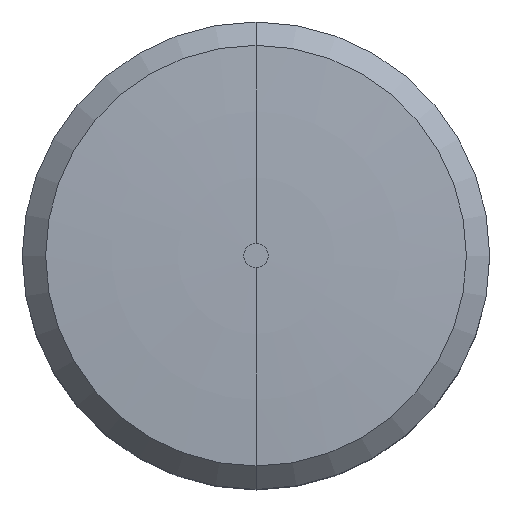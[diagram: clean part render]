
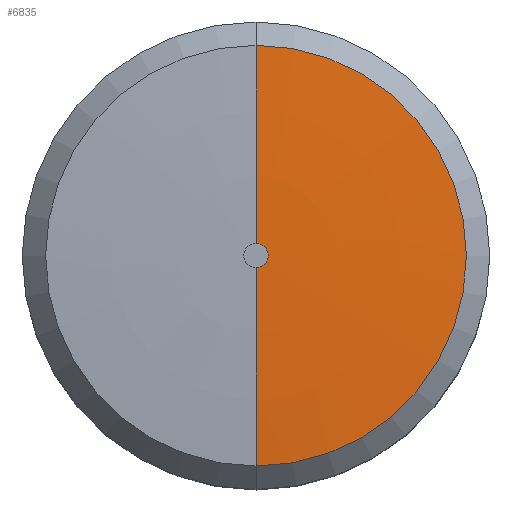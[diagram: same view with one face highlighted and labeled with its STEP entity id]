
A CAD part, top view. The second image highlights one B-rep face of the part: STEP entity #6835.
In plain terms, the highlighted toroidal (fillet/blend) face has major radius 0.052 mm and minor radius 12 mm.
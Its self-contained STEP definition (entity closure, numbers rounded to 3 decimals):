
#317 = VERTEX_POINT ( 'NONE', #5657 ) ;
#1648 = EDGE_CURVE ( 'NONE', #6630, #317, #4664, .T. ) ;
#2033 = VERTEX_POINT ( 'NONE', #5032 ) ;
#2056 = CARTESIAN_POINT ( 'NONE',  ( 0., -0.9, 8.37 ) ) ;
#2224 = CIRCLE ( 'NONE', #3899, 0.9 ) ;
#2332 = VERTEX_POINT ( 'NONE', #3996 ) ;
#2719 = DIRECTION ( 'NONE',  ( 0., 1., 0. ) ) ;
#2732 = DIRECTION ( 'NONE',  ( 1., 0., 0. ) ) ;
#2739 = ORIENTED_EDGE ( 'NONE', *, *, #6782, .T. ) ;
#2742 = CARTESIAN_POINT ( 'NONE',  ( 0., 0.052, -3.6 ) ) ;
#3276 = EDGE_LOOP ( 'NONE', ( #2739, #6681, #3317, #4443 ) ) ;
#3317 = ORIENTED_EDGE ( 'NONE', *, *, #3414, .F. ) ;
#3414 = EDGE_CURVE ( 'Defeature ausgef�hrt1_8+Defeature ausgef�hrt1_9+Defeature ausgef�hrt1_9+Defeature ausgef�hrt1_9', #317, #2332, #6492, .T. ) ;
#3858 = AXIS2_PLACEMENT_3D ( 'NONE', #6316, #6313, #6311 ) ;
#3864 = TOROIDAL_SURFACE ( 'NONE', #3858, 0.052, 12. ) ;
#3899 = AXIS2_PLACEMENT_3D ( 'NONE', #6699, #6698, #6696 ) ;
#3996 = CARTESIAN_POINT ( 'NONE',  ( 0., 0.052, 8.4 ) ) ;
#4443 = ORIENTED_EDGE ( 'NONE', *, *, #1648, .F. ) ;
#4627 = AXIS2_PLACEMENT_3D ( 'NONE', #2742, #2732, #2719 ) ;
#4664 = CIRCLE ( 'NONE', #5103, 12. ) ;
#5032 = CARTESIAN_POINT ( 'NONE',  ( 0., 0.9, 8.37 ) ) ;
#5103 = AXIS2_PLACEMENT_3D ( 'NONE', #6805, #6804, #6794 ) ;
#5657 = CARTESIAN_POINT ( 'NONE',  ( 0., -0.052, 8.4 ) ) ;
#5962 = EDGE_CURVE ( 'NONE', #2033, #2332, #7036, .T. ) ;
#6311 = DIRECTION ( 'NONE',  ( 0., -1., 0. ) ) ;
#6313 = DIRECTION ( 'NONE',  ( 0., 0., 1. ) ) ;
#6316 = CARTESIAN_POINT ( 'NONE',  ( 0., 0., -3.6 ) ) ;
#6418 = FACE_OUTER_BOUND ( 'NONE', #3276, .T. ) ;
#6492 = CIRCLE ( 'NONE', #7516, 0.052 ) ;
#6630 = VERTEX_POINT ( 'NONE', #2056 ) ;
#6681 = ORIENTED_EDGE ( 'NONE', *, *, #5962, .T. ) ;
#6696 = DIRECTION ( 'NONE',  ( 0., -1., 0. ) ) ;
#6698 = DIRECTION ( 'NONE',  ( 0., 0., 1. ) ) ;
#6699 = CARTESIAN_POINT ( 'NONE',  ( 0., 0., 8.37 ) ) ;
#6782 = EDGE_CURVE ( 'Defeature ausgef�hrt1_9+Defeature ausgef�hrt1_10+Defeature ausgef�hrt1_10+Defeature ausgef�hrt1_10', #6630, #2033, #2224, .T. ) ;
#6794 = DIRECTION ( 'NONE',  ( 0., 0., 1. ) ) ;
#6804 = DIRECTION ( 'NONE',  ( -1., 0., 0. ) ) ;
#6805 = CARTESIAN_POINT ( 'NONE',  ( 0., -0.052, -3.6 ) ) ;
#6835 = ADVANCED_FACE ( 'Defeature ausgef�hrt1_9', ( #6418 ), #3864, .T. ) ;
#7036 = CIRCLE ( 'NONE', #4627, 12. ) ;
#7351 = DIRECTION ( 'NONE',  ( 0., -1., 0. ) ) ;
#7358 = DIRECTION ( 'NONE',  ( 0., 0., 1. ) ) ;
#7361 = CARTESIAN_POINT ( 'NONE',  ( 0., 0., 8.4 ) ) ;
#7516 = AXIS2_PLACEMENT_3D ( 'NONE', #7361, #7358, #7351 ) ;
